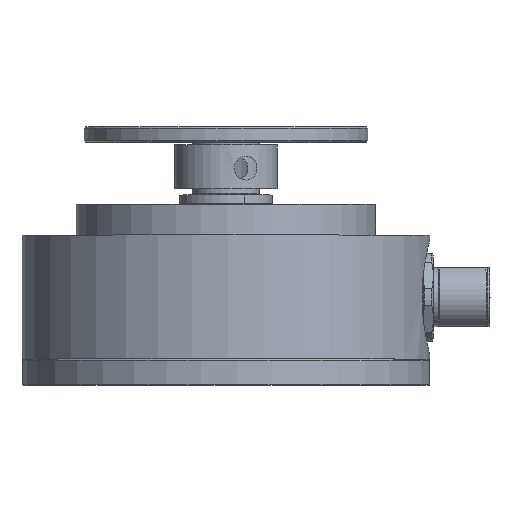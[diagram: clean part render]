
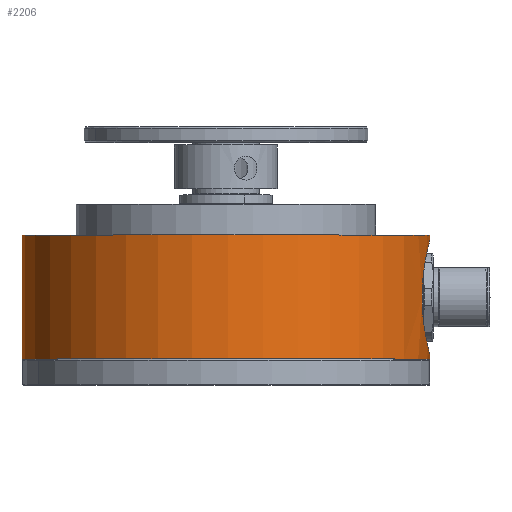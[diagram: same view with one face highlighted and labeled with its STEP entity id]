
A CAD part, top view. The second image highlights one B-rep face of the part: STEP entity #2206.
In plain terms, the highlighted cylindrical face has radius 39.5 mm (diameter 79 mm), a partial arc.
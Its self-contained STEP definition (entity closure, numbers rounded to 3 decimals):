
#206 = CARTESIAN_POINT ( 'NONE',  ( 1.534, 9.945, 3.07 ) ) ;
#207 = DIRECTION ( 'NONE',  ( 0., -1., 0. ) ) ;
#208 = DIRECTION ( 'NONE',  ( -1., 0., 0.01 ) ) ;
#2005 = EDGE_CURVE ( 'NONE', #2831, #7837, #14379, .T. ) ;
#2006 = EDGE_CURVE ( 'NONE', #7833, #7835, #14382, .T. ) ;
#2007 = EDGE_CURVE ( 'NONE', #6660, #7833, #2290, .T. ) ;
#2008 = EDGE_CURVE ( 'NONE', #2838, #6660, #14436, .T. ) ;
#2009 = EDGE_CURVE ( 'NONE', #2831, #2838, #11124, .T. ) ;
#2061 = EDGE_CURVE ( 'NONE', #7835, #7837, #10365, .T. ) ;
#2206 = ADVANCED_FACE ( 'NONE', ( #7708 ), #7707, .T. ) ;
#2290 = B_SPLINE_CURVE_WITH_KNOTS ( 'NONE', 3,
 ( #14383, #14324, #14388, #14389, #14390, #14391, #14392, #14393, #14394, #14395, #14396, #14397, #14398, #14399, #14400, #14401, #14402, #14403, #14404, #14405, #14406, #14407, #14408, #14409, #14410, #14411, #14412, #14413, #14414, #14415, #14416, #14417, #14418, #14419, #14420, #14421, #14422, #14423, #14424, #14425, #14426, #14427, #14428, #14429, #14430, #14431, #14432, #14433, #14434, #14435 ),
 .UNSPECIFIED., .F., .F.,
 ( 4, 2, 2, 2, 2, 2, 2, 2, 2, 2, 2, 2, 2, 2, 2, 2, 2, 2, 2, 2, 2, 2, 2, 2, 4 ),
 ( 0.013, 0.015, 0.016, 0.018, 0.019, 0.02, 0.022, 0.023, 0.024, 0.026, 0.027, 0.029, 0.03, 0.031, 0.033, 0.035, 0.038, 0.039, 0.04, 0.042, 0.043, 0.044, 0.046, 0.047, 0.049 ),
 .UNSPECIFIED. ) ;
#2831 = VERTEX_POINT ( 'NONE', #12453 ) ;
#2838 = VERTEX_POINT ( 'NONE', #12460 ) ;
#6660 = VERTEX_POINT ( 'NONE', #11756 ) ;
#7693 = CARTESIAN_POINT ( 'NONE',  ( 1.534, -14.055, 3.07 ) ) ;
#7707 = CYLINDRICAL_SURFACE ( 'NONE', #12849, 39.5 ) ;
#7708 = FACE_OUTER_BOUND ( 'NONE', #7903, .T. ) ;
#7718 = DIRECTION ( 'NONE',  ( 0., 1., 0. ) ) ;
#7719 = DIRECTION ( 'NONE',  ( -1., 0., 0.01 ) ) ;
#7833 = VERTEX_POINT ( 'NONE', #11764 ) ;
#7835 = VERTEX_POINT ( 'NONE', #11765 ) ;
#7837 = VERTEX_POINT ( 'NONE', #11766 ) ;
#7903 = EDGE_LOOP ( 'NONE', ( #7988, #7989, #7990, #7991, #7992, #7993 ) ) ;
#7988 = ORIENTED_EDGE ( 'NONE', *, *, #2009, .T. ) ;
#7989 = ORIENTED_EDGE ( 'NONE', *, *, #2008, .T. ) ;
#7990 = ORIENTED_EDGE ( 'NONE', *, *, #2007, .T. ) ;
#7991 = ORIENTED_EDGE ( 'NONE', *, *, #2006, .T. ) ;
#7992 = ORIENTED_EDGE ( 'NONE', *, *, #2061, .T. ) ;
#7993 = ORIENTED_EDGE ( 'NONE', *, *, #2005, .F. ) ;
#10365 = CIRCLE ( 'NONE', #11114, 39.5 ) ;
#10448 = VECTOR ( 'NONE', #14440, 1000. ) ;
#10580 = AXIS2_PLACEMENT_3D ( 'NONE', #14447, #14449, #14450 ) ;
#10918 = VECTOR ( 'NONE', #14385, 1000. ) ;
#10939 = VECTOR ( 'NONE', #14381, 1000. ) ;
#11114 = AXIS2_PLACEMENT_3D ( 'NONE', #206, #207, #208 ) ;
#11124 = CIRCLE ( 'NONE', #10580, 39.5 ) ;
#11756 = CARTESIAN_POINT ( 'NONE',  ( 41.032, -13.255, 2.679 ) ) ;
#11764 = CARTESIAN_POINT ( 'NONE',  ( 41.032, 9.145, 2.679 ) ) ;
#11765 = CARTESIAN_POINT ( 'NONE',  ( 41.032, 9.945, 2.679 ) ) ;
#11766 = CARTESIAN_POINT ( 'NONE',  ( -37.964, 9.945, 3.461 ) ) ;
#12453 = CARTESIAN_POINT ( 'NONE',  ( -37.964, -14.055, 3.461 ) ) ;
#12460 = CARTESIAN_POINT ( 'NONE',  ( 41.032, -14.055, 2.679 ) ) ;
#12849 = AXIS2_PLACEMENT_3D ( 'NONE', #7693, #7718, #7719 ) ;
#14324 = CARTESIAN_POINT ( 'NONE',  ( 41.036, -13.255, 3.045 ) ) ;
#14379 = LINE ( 'NONE', #14380, #10939 ) ;
#14380 = CARTESIAN_POINT ( 'NONE',  ( -37.964, -14.055, 3.461 ) ) ;
#14381 = DIRECTION ( 'NONE',  ( 0., 1., 0. ) ) ;
#14382 = LINE ( 'NONE', #14384, #10918 ) ;
#14383 = CARTESIAN_POINT ( 'NONE',  ( 41.032, -13.255, 2.679 ) ) ;
#14384 = CARTESIAN_POINT ( 'NONE',  ( 41.032, -14.055, 2.679 ) ) ;
#14385 = DIRECTION ( 'NONE',  ( 0., 1., 0. ) ) ;
#14388 = CARTESIAN_POINT ( 'NONE',  ( 41.034, -13.237, 3.412 ) ) ;
#14389 = CARTESIAN_POINT ( 'NONE',  ( 41.021, -13.165, 4.146 ) ) ;
#14390 = CARTESIAN_POINT ( 'NONE',  ( 41.009, -13.11, 4.515 ) ) ;
#14391 = CARTESIAN_POINT ( 'NONE',  ( 40.96, -12.892, 5.601 ) ) ;
#14392 = CARTESIAN_POINT ( 'NONE',  ( 40.908, -12.679, 6.301 ) ) ;
#14393 = CARTESIAN_POINT ( 'NONE',  ( 40.807, -12.258, 7.316 ) ) ;
#14394 = CARTESIAN_POINT ( 'NONE',  ( 40.769, -12.1, 7.649 ) ) ;
#14395 = CARTESIAN_POINT ( 'NONE',  ( 40.688, -11.751, 8.3 ) ) ;
#14396 = CARTESIAN_POINT ( 'NONE',  ( 40.644, -11.563, 8.614 ) ) ;
#14397 = CARTESIAN_POINT ( 'NONE',  ( 40.508, -10.955, 9.522 ) ) ;
#14398 = CARTESIAN_POINT ( 'NONE',  ( 40.41, -10.494, 10.085 ) ) ;
#14399 = CARTESIAN_POINT ( 'NONE',  ( 40.258, -9.716, 10.865 ) ) ;
#14400 = CARTESIAN_POINT ( 'NONE',  ( 40.207, -9.443, 11.113 ) ) ;
#14401 = CARTESIAN_POINT ( 'NONE',  ( 40.108, -8.88, 11.576 ) ) ;
#14402 = CARTESIAN_POINT ( 'NONE',  ( 40.059, -8.589, 11.793 ) ) ;
#14403 = CARTESIAN_POINT ( 'NONE',  ( 39.966, -7.985, 12.198 ) ) ;
#14404 = CARTESIAN_POINT ( 'NONE',  ( 39.92, -7.673, 12.386 ) ) ;
#14405 = CARTESIAN_POINT ( 'NONE',  ( 39.834, -7.029, 12.733 ) ) ;
#14406 = CARTESIAN_POINT ( 'NONE',  ( 39.794, -6.695, 12.892 ) ) ;
#14407 = CARTESIAN_POINT ( 'NONE',  ( 39.683, -5.671, 13.319 ) ) ;
#14408 = CARTESIAN_POINT ( 'NONE',  ( 39.623, -4.967, 13.533 ) ) ;
#14409 = CARTESIAN_POINT ( 'NONE',  ( 39.563, -3.89, 13.749 ) ) ;
#14410 = CARTESIAN_POINT ( 'NONE',  ( 39.548, -3.527, 13.803 ) ) ;
#14411 = CARTESIAN_POINT ( 'NONE',  ( 39.527, -2.793, 13.876 ) ) ;
#14412 = CARTESIAN_POINT ( 'NONE',  ( 39.522, -2.42, 13.895 ) ) ;
#14413 = CARTESIAN_POINT ( 'NONE',  ( 39.522, -1.312, 13.894 ) ) ;
#14414 = CARTESIAN_POINT ( 'NONE',  ( 39.543, -0.583, 13.821 ) ) ;
#14415 = CARTESIAN_POINT ( 'NONE',  ( 39.624, 0.858, 13.533 ) ) ;
#14416 = CARTESIAN_POINT ( 'NONE',  ( 39.684, 1.574, 13.314 ) ) ;
#14417 = CARTESIAN_POINT ( 'NONE',  ( 39.832, 2.935, 12.745 ) ) ;
#14418 = CARTESIAN_POINT ( 'NONE',  ( 39.919, 3.576, 12.399 ) ) ;
#14419 = CARTESIAN_POINT ( 'NONE',  ( 40.06, 4.482, 11.791 ) ) ;
#14420 = CARTESIAN_POINT ( 'NONE',  ( 40.109, 4.775, 11.573 ) ) ;
#14421 = CARTESIAN_POINT ( 'NONE',  ( 40.209, 5.341, 11.106 ) ) ;
#14422 = CARTESIAN_POINT ( 'NONE',  ( 40.26, 5.614, 10.858 ) ) ;
#14423 = CARTESIAN_POINT ( 'NONE',  ( 40.41, 6.386, 10.083 ) ) ;
#14424 = CARTESIAN_POINT ( 'NONE',  ( 40.509, 6.847, 9.521 ) ) ;
#14425 = CARTESIAN_POINT ( 'NONE',  ( 40.645, 7.456, 8.609 ) ) ;
#14426 = CARTESIAN_POINT ( 'NONE',  ( 40.689, 7.646, 8.292 ) ) ;
#14427 = CARTESIAN_POINT ( 'NONE',  ( 40.77, 7.993, 7.643 ) ) ;
#14428 = CARTESIAN_POINT ( 'NONE',  ( 40.807, 8.149, 7.312 ) ) ;
#14429 = CARTESIAN_POINT ( 'NONE',  ( 40.908, 8.569, 6.3 ) ) ;
#14430 = CARTESIAN_POINT ( 'NONE',  ( 40.96, 8.783, 5.601 ) ) ;
#14431 = CARTESIAN_POINT ( 'NONE',  ( 41.009, 9., 4.511 ) ) ;
#14432 = CARTESIAN_POINT ( 'NONE',  ( 41.021, 9.055, 4.144 ) ) ;
#14433 = CARTESIAN_POINT ( 'NONE',  ( 41.034, 9.127, 3.412 ) ) ;
#14434 = CARTESIAN_POINT ( 'NONE',  ( 41.036, 9.145, 3.045 ) ) ;
#14435 = CARTESIAN_POINT ( 'NONE',  ( 41.032, 9.145, 2.679 ) ) ;
#14436 = LINE ( 'NONE', #14438, #10448 ) ;
#14438 = CARTESIAN_POINT ( 'NONE',  ( 41.032, -14.055, 2.679 ) ) ;
#14440 = DIRECTION ( 'NONE',  ( 0., 1., 0. ) ) ;
#14447 = CARTESIAN_POINT ( 'NONE',  ( 1.534, -14.055, 3.07 ) ) ;
#14449 = DIRECTION ( 'NONE',  ( 0., 1., 0. ) ) ;
#14450 = DIRECTION ( 'NONE',  ( -1., 0., 0.01 ) ) ;
